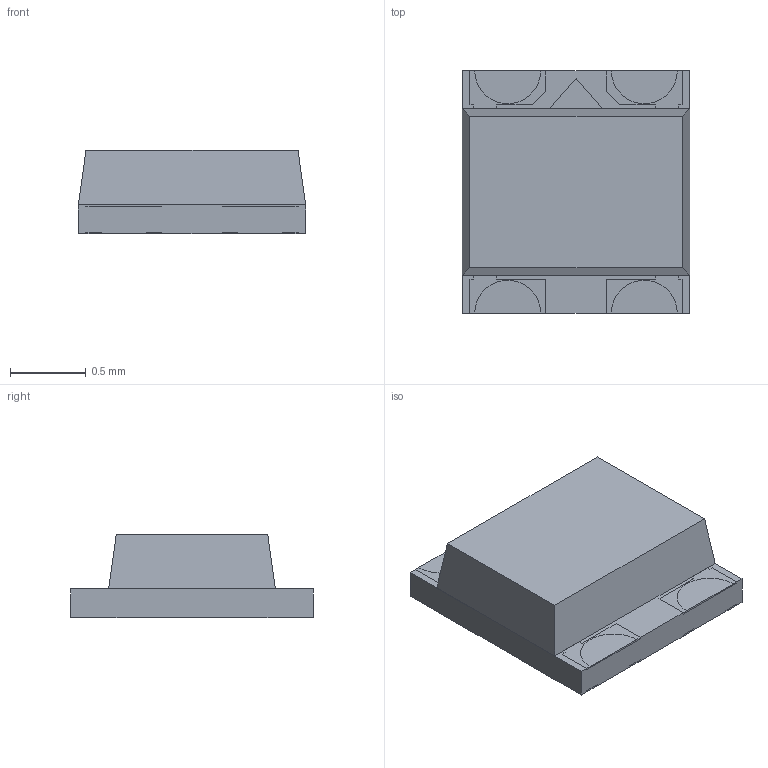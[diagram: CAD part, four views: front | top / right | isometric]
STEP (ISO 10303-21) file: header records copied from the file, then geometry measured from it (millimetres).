
FILE_DESCRIPTION(/* description */ ('Unknown'),/* implementation_level */ '2;1');
FILE_NAME(/* name */ '150066xx54050',/* time_stamp */ '2019-07-22T13:52:13+02:00',/* author */ ('Unknown'),/* organization */ ('Unknown'),/* preprocessor_version */ 'ST-DEVELOPER v16.7',/* originating_system */ 'DEX',/* authorisation */ $);
FILE_SCHEMA (('AUTOMOTIVE_DESIGN {1 0 10303 214 3 1 1}'));
Length unit declared in the file: millimetre
Products named in the file (4): 150066xx54050; Body; Pads; Dome
Assembly tree (3 placements, depth 2):
  150066xx54050
    Body
    Pads
    Dome
Bounding box: 1.5 x 1.6 x 0.55 mm (x, y, z)
Volume: 1 mm3; surface area: 13.4 mm2
Topology: 10 solids, 10 shells, 233 faces, 616 edges, 406 vertices
Faces by surface type: plane 203, cylinder 30
Entity records: 8542 total; most frequent: CARTESIAN_POINT 1259, ORIENTED_EDGE 1232, DIRECTION 1150, EDGE_CURVE 616, LINE 556, VECTOR 556, VERTEX_POINT 406, AXIS2_PLACEMENT_3D 297
